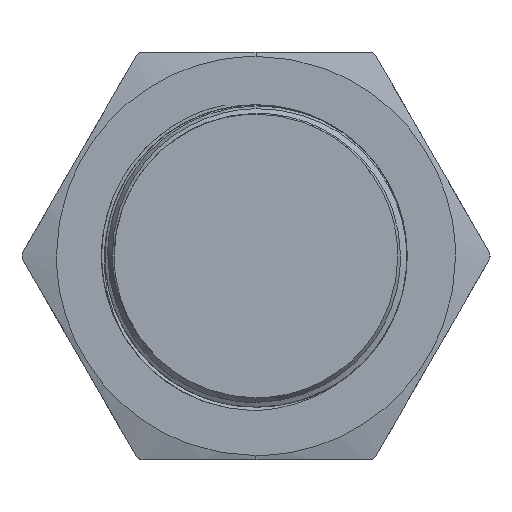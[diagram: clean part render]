
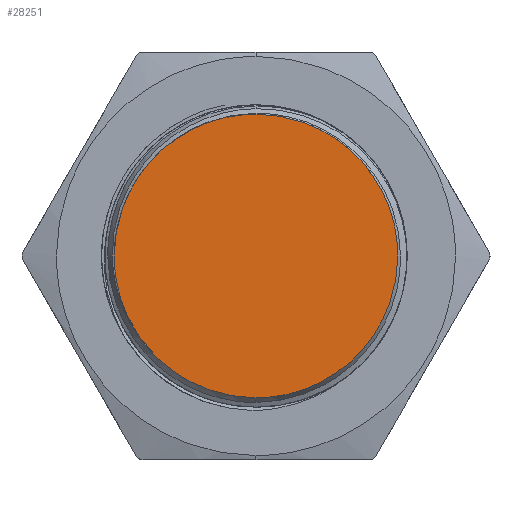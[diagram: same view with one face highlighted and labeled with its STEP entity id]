
A CAD part, front view. The second image highlights one B-rep face of the part: STEP entity #28251.
In plain terms, the highlighted planar face has unit normal (0, -1, 0).
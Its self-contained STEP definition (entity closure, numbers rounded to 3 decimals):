
#596 = CARTESIAN_POINT ( 'NONE',  ( -4.205, 0., 7.296 ) ) ;
#1165 = EDGE_LOOP ( 'NONE', ( #20943, #41435, #32865, #17677, #17726 ) ) ;
#1656 = B_SPLINE_CURVE_WITH_KNOTS ( 'NONE', 3,
 ( #4893, #40181, #20856, #36628, #27368, #21255, #1749, #10977, #5296, #5090 ),
 .UNSPECIFIED., .F., .F.,
 ( 4, 2, 2, 2, 4 ),
 ( 0., 0.167, 0.333, 0.5, 0.666 ),
 .UNSPECIFIED. ) ;
#1749 = CARTESIAN_POINT ( 'NONE',  ( 4.205, 0., -7.296 ) ) ;
#2215 = CARTESIAN_POINT ( 'NONE',  ( -5.141, 0., -6.67 ) ) ;
#2356 = CARTESIAN_POINT ( 'NONE',  ( 8.35, 0., 0. ) ) ;
#3117 = EDGE_CURVE ( 'NONE', #19414, #13150, #40676, .T. ) ;
#4354 = B_SPLINE_CURVE_WITH_KNOTS ( 'NONE', 3,
 ( #29352, #16529, #32299, #23033, #16318, #25989, #596, #32513, #13384, #15902 ),
 .UNSPECIFIED., .F., .F.,
 ( 4, 2, 2, 2, 4 ),
 ( 0., 0.125, 0.25, 0.375, 0.5 ),
 .UNSPECIFIED. ) ;
#4893 = CARTESIAN_POINT ( 'NONE',  ( 8.35, 0., 0. ) ) ;
#5090 = CARTESIAN_POINT ( 'NONE',  ( 0., 0., -8.35 ) ) ;
#5296 = CARTESIAN_POINT ( 'NONE',  ( 1.093, 0., -8.35 ) ) ;
#5362 = CARTESIAN_POINT ( 'NONE',  ( -5.915, 0., -5.894 ) ) ;
#6306 = CARTESIAN_POINT ( 'NONE',  ( 6.677, 0., 5.131 ) ) ;
#6834 = EDGE_CURVE ( 'NONE', #25969, #19414, #1656, .T. ) ;
#7657 = CARTESIAN_POINT ( 'NONE',  ( -8.35, 0., 0. ) ) ;
#8507 = CARTESIAN_POINT ( 'NONE',  ( -1.095, 0., -8.35 ) ) ;
#10977 = CARTESIAN_POINT ( 'NONE',  ( 2.186, 0., -8.133 ) ) ;
#11667 = CARTESIAN_POINT ( 'NONE',  ( -2.19, 0., -8.132 ) ) ;
#11679 = CARTESIAN_POINT ( 'NONE',  ( -8.35, 0., -1.091 ) ) ;
#12515 = DIRECTION ( 'NONE',  ( 0., 0., 1. ) ) ;
#13150 = VERTEX_POINT ( 'NONE', #34046 ) ;
#13384 = CARTESIAN_POINT ( 'NONE',  ( -1.093, 0., 8.35 ) ) ;
#14070 = EDGE_CURVE ( 'NONE', #13150, #39165, #20805, .T. ) ;
#15661 = PLANE ( 'NONE',  #22178 ) ;
#15902 = CARTESIAN_POINT ( 'NONE',  ( 0., 0., 8.35 ) ) ;
#15931 = EDGE_CURVE ( 'NONE', #37832, #25969, #19652, .T. ) ;
#16228 = CARTESIAN_POINT ( 'NONE',  ( 0., 0., 8.35 ) ) ;
#16274 = CARTESIAN_POINT ( 'NONE',  ( 0., 0., 0. ) ) ;
#16318 = CARTESIAN_POINT ( 'NONE',  ( -6.677, 0., 5.131 ) ) ;
#16529 = CARTESIAN_POINT ( 'NONE',  ( -8.35, 0., 1.093 ) ) ;
#17677 = ORIENTED_EDGE ( 'NONE', *, *, #6834, .F. ) ;
#17726 = ORIENTED_EDGE ( 'NONE', *, *, #15931, .F. ) ;
#18295 = CARTESIAN_POINT ( 'NONE',  ( 0., 0., 8.35 ) ) ;
#18380 = CARTESIAN_POINT ( 'NONE',  ( -8.134, 0., -2.181 ) ) ;
#18899 = CARTESIAN_POINT ( 'NONE',  ( 4.205, 0., 7.296 ) ) ;
#19414 = VERTEX_POINT ( 'NONE', #35316 ) ;
#19427 = FACE_OUTER_BOUND ( 'NONE', #1165, .T. ) ;
#19652 = B_SPLINE_CURVE_WITH_KNOTS ( 'NONE', 3,
 ( #18295, #34882, #40584, #18899, #24604, #6306, #21854, #34689, #31738, #2356 ),
 .UNSPECIFIED., .F., .F.,
 ( 4, 2, 2, 2, 4 ),
 ( 0.5, 0.625, 0.75, 0.875, 1. ),
 .UNSPECIFIED. ) ;
#20805 = B_SPLINE_CURVE_WITH_KNOTS ( 'NONE', 3,
 ( #33757, #21333, #27851, #18380, #11679, #28052 ),
 .UNSPECIFIED., .F., .F.,
 ( 4, 2, 4 ),
 ( 0., 0.5, 1. ),
 .UNSPECIFIED. ) ;
#20856 = CARTESIAN_POINT ( 'NONE',  ( 8.133, 0., -2.186 ) ) ;
#20943 = ORIENTED_EDGE ( 'NONE', *, *, #27466, .F. ) ;
#21255 = CARTESIAN_POINT ( 'NONE',  ( 5.131, 0., -6.677 ) ) ;
#21333 = CARTESIAN_POINT ( 'NONE',  ( -6.684, 0., -5.122 ) ) ;
#21854 = CARTESIAN_POINT ( 'NONE',  ( 7.296, 0., 4.205 ) ) ;
#22178 = AXIS2_PLACEMENT_3D ( 'NONE', #16274, #38377, #12515 ) ;
#22488 = CARTESIAN_POINT ( 'NONE',  ( 8.35, 0., 0. ) ) ;
#23033 = CARTESIAN_POINT ( 'NONE',  ( -7.296, 0., 4.205 ) ) ;
#24604 = CARTESIAN_POINT ( 'NONE',  ( 5.131, 0., 6.677 ) ) ;
#25969 = VERTEX_POINT ( 'NONE', #22488 ) ;
#25989 = CARTESIAN_POINT ( 'NONE',  ( -5.131, 0., 6.677 ) ) ;
#27368 = CARTESIAN_POINT ( 'NONE',  ( 6.677, 0., -5.131 ) ) ;
#27466 = EDGE_CURVE ( 'NONE', #39165, #37832, #4354, .T. ) ;
#27851 = CARTESIAN_POINT ( 'NONE',  ( -7.301, 0., -4.197 ) ) ;
#28039 = CARTESIAN_POINT ( 'NONE',  ( -4.214, 0., -7.292 ) ) ;
#28052 = CARTESIAN_POINT ( 'NONE',  ( -8.35, 0., 0. ) ) ;
#28251 = ADVANCED_FACE ( 'NONE', ( #19427 ), #15661, .F. ) ;
#29352 = CARTESIAN_POINT ( 'NONE',  ( -8.35, 0., 0. ) ) ;
#31738 = CARTESIAN_POINT ( 'NONE',  ( 8.35, 0., 1.093 ) ) ;
#32299 = CARTESIAN_POINT ( 'NONE',  ( -8.133, 0., 2.186 ) ) ;
#32513 = CARTESIAN_POINT ( 'NONE',  ( -2.186, 0., 8.133 ) ) ;
#32865 = ORIENTED_EDGE ( 'NONE', *, *, #3117, .F. ) ;
#33757 = CARTESIAN_POINT ( 'NONE',  ( -5.915, 0., -5.894 ) ) ;
#34046 = CARTESIAN_POINT ( 'NONE',  ( -5.915, 0., -5.894 ) ) ;
#34146 = CARTESIAN_POINT ( 'NONE',  ( 0., 0., -8.35 ) ) ;
#34689 = CARTESIAN_POINT ( 'NONE',  ( 8.133, 0., 2.186 ) ) ;
#34882 = CARTESIAN_POINT ( 'NONE',  ( 1.093, 0., 8.35 ) ) ;
#35316 = CARTESIAN_POINT ( 'NONE',  ( 0., 0., -8.35 ) ) ;
#36628 = CARTESIAN_POINT ( 'NONE',  ( 7.296, 0., -4.205 ) ) ;
#37832 = VERTEX_POINT ( 'NONE', #16228 ) ;
#38377 = DIRECTION ( 'NONE',  ( 0., 1., 0. ) ) ;
#39165 = VERTEX_POINT ( 'NONE', #7657 ) ;
#40181 = CARTESIAN_POINT ( 'NONE',  ( 8.35, 0., -1.093 ) ) ;
#40584 = CARTESIAN_POINT ( 'NONE',  ( 2.186, 0., 8.133 ) ) ;
#40676 = B_SPLINE_CURVE_WITH_KNOTS ( 'NONE', 3,
 ( #34146, #8507, #11667, #28039, #2215, #5362 ),
 .UNSPECIFIED., .F., .F.,
 ( 4, 2, 4 ),
 ( 0.666, 0.833, 1. ),
 .UNSPECIFIED. ) ;
#41435 = ORIENTED_EDGE ( 'NONE', *, *, #14070, .F. ) ;
